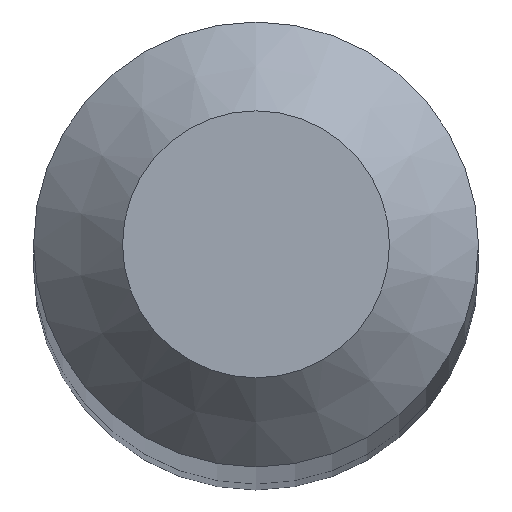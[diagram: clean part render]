
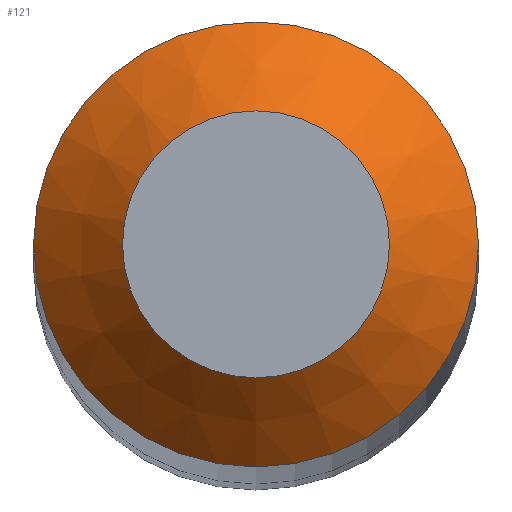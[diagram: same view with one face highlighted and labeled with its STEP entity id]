
A CAD part, top view. The second image highlights one B-rep face of the part: STEP entity #121.
In plain terms, the highlighted conical face has half-angle 45 degrees and reference radius 0.3 mm.
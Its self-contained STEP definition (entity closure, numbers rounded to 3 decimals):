
#4 = VERTEX_POINT ( 'NONE', #158 ) ;
#23 = DIRECTION ( 'NONE',  ( 0., 1., 0. ) ) ;
#32 = EDGE_LOOP ( 'NONE', ( #43 ) ) ;
#35 = AXIS2_PLACEMENT_3D ( 'NONE', #102, #193, #98 ) ;
#43 = ORIENTED_EDGE ( 'NONE', *, *, #168, .T. ) ;
#46 = AXIS2_PLACEMENT_3D ( 'NONE', #126, #68, #23 ) ;
#65 = CARTESIAN_POINT ( 'NONE',  ( 0., 0., 30. ) ) ;
#68 = DIRECTION ( 'NONE',  ( 0., 0., -1. ) ) ;
#86 = DIRECTION ( 'NONE',  ( 0., 1., 0. ) ) ;
#94 = EDGE_CURVE ( 'NONE', #4, #4, #95, .T. ) ;
#95 = CIRCLE ( 'NONE', #35, 0.5 ) ;
#96 = ORIENTED_EDGE ( 'NONE', *, *, #94, .F. ) ;
#98 = DIRECTION ( 'NONE',  ( 0., 1., 0. ) ) ;
#102 = CARTESIAN_POINT ( 'NONE',  ( 0., 0., 29.8 ) ) ;
#113 = CARTESIAN_POINT ( 'NONE',  ( 0., 0.3, 30. ) ) ;
#121 = ADVANCED_FACE ( 'NONE', ( #161, #195 ), #134, .T. ) ;
#126 = CARTESIAN_POINT ( 'NONE',  ( 0., 0., 30. ) ) ;
#127 = DIRECTION ( 'NONE',  ( 0., 0., -1. ) ) ;
#134 = CONICAL_SURFACE ( 'NONE', #46, 0.3, 0.785 ) ;
#136 = EDGE_LOOP ( 'NONE', ( #96 ) ) ;
#158 = CARTESIAN_POINT ( 'NONE',  ( 0., 0.5, 29.8 ) ) ;
#161 = FACE_OUTER_BOUND ( 'NONE', #136, .T. ) ;
#164 = CIRCLE ( 'NONE', #184, 0.3 ) ;
#168 = EDGE_CURVE ( 'NONE', #190, #190, #164, .T. ) ;
#184 = AXIS2_PLACEMENT_3D ( 'NONE', #65, #127, #86 ) ;
#190 = VERTEX_POINT ( 'NONE', #113 ) ;
#193 = DIRECTION ( 'NONE',  ( 0., 0., -1. ) ) ;
#195 = FACE_BOUND ( 'NONE', #32, .T. ) ;
